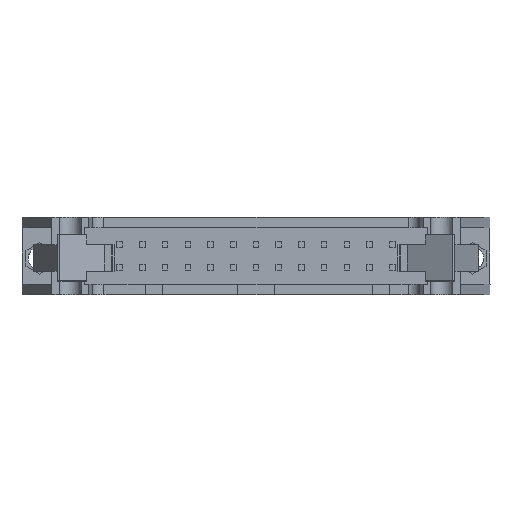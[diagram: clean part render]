
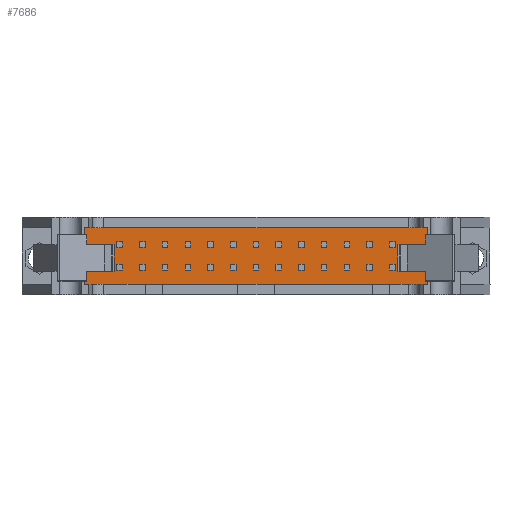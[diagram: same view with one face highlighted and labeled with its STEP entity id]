
A CAD part, top view. The second image highlights one B-rep face of the part: STEP entity #7686.
In plain terms, the highlighted planar face has unit normal (0, 0, 1).
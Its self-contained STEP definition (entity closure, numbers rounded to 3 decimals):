
#237=FACE_OUTER_BOUND($,#744,.T.);
#744=EDGE_LOOP($,(#5392,#5393,#5394,#5395,#5396,#5397,#5398,#5399,#5400,
#5401,#5402,#5403,#5404,#5405));
#2817=B_SPLINE_CURVE_WITH_KNOTS($,1,(#11928,#11929),.UNSPECIFIED.,.F.,.F.,
(2,2),(0.,1.),.UNSPECIFIED.);
#2823=B_SPLINE_CURVE_WITH_KNOTS($,1,(#11951,#11952),.UNSPECIFIED.,.F.,.F.,
(2,2),(0.,1.),.UNSPECIFIED.);
#2829=B_SPLINE_CURVE_WITH_KNOTS($,1,(#11968,#11969),.UNSPECIFIED.,.F.,.F.,
(2,2),(0.,1.),.UNSPECIFIED.);
#2835=B_SPLINE_CURVE_WITH_KNOTS($,1,(#12011,#12012),.UNSPECIFIED.,.F.,.F.,
(2,2),(0.,1.),.UNSPECIFIED.);
#2960=B_SPLINE_CURVE_WITH_KNOTS($,1,(#13012,#13013),.UNSPECIFIED.,.F.,.F.,
(2,2),(0.,1.),.UNSPECIFIED.);
#2961=B_SPLINE_CURVE_WITH_KNOTS($,1,(#13015,#13016),.UNSPECIFIED.,.F.,.F.,
(2,2),(0.,1.),.UNSPECIFIED.);
#2962=B_SPLINE_CURVE_WITH_KNOTS($,1,(#13018,#13019),.UNSPECIFIED.,.F.,.F.,
(2,2),(0.,1.),.UNSPECIFIED.);
#2963=B_SPLINE_CURVE_WITH_KNOTS($,1,(#13022,#13023),.UNSPECIFIED.,.F.,.F.,
(2,2),(0.,1.),.UNSPECIFIED.);
#2964=B_SPLINE_CURVE_WITH_KNOTS($,1,(#13025,#13026),.UNSPECIFIED.,.F.,.F.,
(2,2),(0.,1.),.UNSPECIFIED.);
#2965=B_SPLINE_CURVE_WITH_KNOTS($,1,(#13028,#13029),.UNSPECIFIED.,.F.,.F.,
(2,2),(0.,1.),.UNSPECIFIED.);
#2966=B_SPLINE_CURVE_WITH_KNOTS($,1,(#13031,#13032),.UNSPECIFIED.,.F.,.F.,
(2,2),(0.,1.),.UNSPECIFIED.);
#2967=B_SPLINE_CURVE_WITH_KNOTS($,1,(#13034,#13035),.UNSPECIFIED.,.F.,.F.,
(2,2),(0.,1.),.UNSPECIFIED.);
#2968=B_SPLINE_CURVE_WITH_KNOTS($,1,(#13037,#13038),.UNSPECIFIED.,.F.,.F.,
(2,2),(0.,1.),.UNSPECIFIED.);
#2969=B_SPLINE_CURVE_WITH_KNOTS($,1,(#13039,#13040),.UNSPECIFIED.,.F.,.F.,
(2,2),(0.,1.),.UNSPECIFIED.);
#3142=VERTEX_POINT($,#11918);
#3145=VERTEX_POINT($,#11925);
#3151=VERTEX_POINT($,#11950);
#3155=VERTEX_POINT($,#11965);
#3160=VERTEX_POINT($,#12009);
#3161=VERTEX_POINT($,#12010);
#3172=VERTEX_POINT($,#12084);
#3226=VERTEX_POINT($,#13009);
#3227=VERTEX_POINT($,#13021);
#3228=VERTEX_POINT($,#13024);
#3229=VERTEX_POINT($,#13027);
#3230=VERTEX_POINT($,#13030);
#3231=VERTEX_POINT($,#13033);
#3232=VERTEX_POINT($,#13036);
#3907=EDGE_CURVE($,#3142,#3145,#2817,.F.);
#3913=EDGE_CURVE($,#3151,#3142,#2823,.F.);
#3919=EDGE_CURVE($,#3145,#3155,#2829,.F.);
#3925=EDGE_CURVE($,#3160,#3161,#2835,.F.);
#4051=EDGE_CURVE($,#3161,#3226,#2960,.F.);
#4052=EDGE_CURVE($,#3226,#3172,#2961,.F.);
#4053=EDGE_CURVE($,#3151,#3172,#2962,.T.);
#4054=EDGE_CURVE($,#3227,#3155,#2963,.F.);
#4055=EDGE_CURVE($,#3228,#3227,#2964,.F.);
#4056=EDGE_CURVE($,#3229,#3228,#2965,.F.);
#4057=EDGE_CURVE($,#3230,#3229,#2966,.F.);
#4058=EDGE_CURVE($,#3231,#3230,#2967,.F.);
#4059=EDGE_CURVE($,#3232,#3231,#2968,.F.);
#4060=EDGE_CURVE($,#3160,#3232,#2969,.F.);
#5392=ORIENTED_EDGE($,*,*,#3919,.T.);
#5393=ORIENTED_EDGE($,*,*,#4054,.F.);
#5394=ORIENTED_EDGE($,*,*,#4055,.F.);
#5395=ORIENTED_EDGE($,*,*,#4056,.F.);
#5396=ORIENTED_EDGE($,*,*,#4057,.F.);
#5397=ORIENTED_EDGE($,*,*,#4058,.F.);
#5398=ORIENTED_EDGE($,*,*,#4059,.F.);
#5399=ORIENTED_EDGE($,*,*,#4060,.F.);
#5400=ORIENTED_EDGE($,*,*,#3925,.T.);
#5401=ORIENTED_EDGE($,*,*,#4051,.T.);
#5402=ORIENTED_EDGE($,*,*,#4052,.T.);
#5403=ORIENTED_EDGE($,*,*,#4053,.F.);
#5404=ORIENTED_EDGE($,*,*,#3913,.T.);
#5405=ORIENTED_EDGE($,*,*,#3907,.T.);
#7213=PLANE($,#8294);
#7686=ADVANCED_FACE($,(#237),#7213,.F.);
#8294=AXIS2_PLACEMENT_3D($,#13020,#8902,#8903);
#8902=DIRECTION('center_axis',(0.,0.,-1.));
#8903=DIRECTION('ref_axis',(-1.,0.,0.));
#11918=CARTESIAN_POINT('',(19.177,-3.175,7.62));
#11925=CARTESIAN_POINT('',(19.177,-1.727,7.62));
#11928=CARTESIAN_POINT('Ctrl Pts',(19.177,-1.727,7.62));
#11929=CARTESIAN_POINT('Ctrl Pts',(19.177,-3.175,7.62));
#11950=CARTESIAN_POINT('',(2.032,-3.175,7.62));
#11951=CARTESIAN_POINT('Ctrl Pts',(19.177,-3.175,7.62));
#11952=CARTESIAN_POINT('Ctrl Pts',(2.032,-3.175,7.62));
#11965=CARTESIAN_POINT('',(15.875,-1.727,7.62));
#11968=CARTESIAN_POINT('Ctrl Pts',(15.875,-1.727,7.62));
#11969=CARTESIAN_POINT('Ctrl Pts',(19.177,-1.727,7.62));
#12009=CARTESIAN_POINT('',(-15.875,-1.727,7.62));
#12010=CARTESIAN_POINT('',(-19.177,-1.727,7.62));
#12011=CARTESIAN_POINT('Ctrl Pts',(-19.177,-1.727,7.62));
#12012=CARTESIAN_POINT('Ctrl Pts',(-15.875,-1.727,7.62));
#12084=CARTESIAN_POINT('',(-2.032,-3.175,7.62));
#13009=CARTESIAN_POINT('',(-19.177,-3.175,7.62));
#13012=CARTESIAN_POINT('Ctrl Pts',(-19.177,-3.175,7.62));
#13013=CARTESIAN_POINT('Ctrl Pts',(-19.177,-1.727,7.62));
#13015=CARTESIAN_POINT('Ctrl Pts',(-2.032,-3.175,7.62));
#13016=CARTESIAN_POINT('Ctrl Pts',(-19.177,-3.175,7.62));
#13018=CARTESIAN_POINT('Ctrl Pts',(2.032,-3.175,7.62));
#13019=CARTESIAN_POINT('Ctrl Pts',(-2.032,-3.175,7.62));
#13020=CARTESIAN_POINT('Origin',(19.944,-3.302,7.62));
#13021=CARTESIAN_POINT('',(15.875,1.27,7.62));
#13022=CARTESIAN_POINT('Ctrl Pts',(15.875,-1.727,7.62));
#13023=CARTESIAN_POINT('Ctrl Pts',(15.875,1.27,7.62));
#13024=CARTESIAN_POINT('',(19.177,1.27,7.62));
#13025=CARTESIAN_POINT('Ctrl Pts',(15.875,1.27,7.62));
#13026=CARTESIAN_POINT('Ctrl Pts',(19.177,1.27,7.62));
#13027=CARTESIAN_POINT('',(19.177,3.175,7.62));
#13028=CARTESIAN_POINT('Ctrl Pts',(19.177,1.27,7.62));
#13029=CARTESIAN_POINT('Ctrl Pts',(19.177,3.175,7.62));
#13030=CARTESIAN_POINT('',(-19.177,3.175,7.62));
#13031=CARTESIAN_POINT('Ctrl Pts',(19.177,3.175,7.62));
#13032=CARTESIAN_POINT('Ctrl Pts',(-19.177,3.175,7.62));
#13033=CARTESIAN_POINT('',(-19.177,1.27,7.62));
#13034=CARTESIAN_POINT('Ctrl Pts',(-19.177,3.175,7.62));
#13035=CARTESIAN_POINT('Ctrl Pts',(-19.177,1.27,7.62));
#13036=CARTESIAN_POINT('',(-15.875,1.27,7.62));
#13037=CARTESIAN_POINT('Ctrl Pts',(-19.177,1.27,7.62));
#13038=CARTESIAN_POINT('Ctrl Pts',(-15.875,1.27,7.62));
#13039=CARTESIAN_POINT('Ctrl Pts',(-15.875,1.27,7.62));
#13040=CARTESIAN_POINT('Ctrl Pts',(-15.875,-1.727,7.62));
